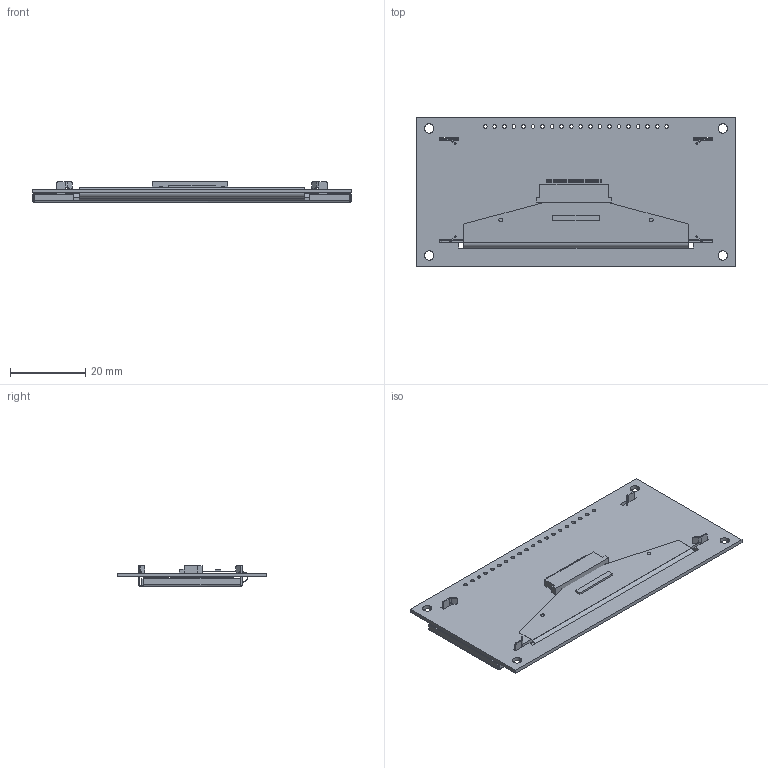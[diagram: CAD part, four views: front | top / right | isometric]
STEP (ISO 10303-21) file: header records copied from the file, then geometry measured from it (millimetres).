
FILE_DESCRIPTION (( 'STEP AP203' ), '1' );
FILE_NAME ('NHD-2.8-25664UCx2.STEP', '2023-01-06T21:34:05', ( '' ), ( '' ), 'SwSTEP 2.0', 'SolidWorks 2019', '' );
FILE_SCHEMA (( 'CONFIG_CONTROL_DESIGN' ));
Length unit declared in the file: millimetre
Products named in the file (1): NHD-2.8-25664UCx2
Bounding box: 85 x 39.8 x 5.5 mm (x, y, z)
Volume: 7961.3 mm3; surface area: 16056.5 mm2
Topology: 7 solids, 7 shells, 389 faces, 1067 edges, 696 vertices
Faces by surface type: plane 271, cylinder 109, bspline 9
Entity records: 12898 total; most frequent: CARTESIAN_POINT 2870, ORIENTED_EDGE 2134, DIRECTION 1935, EDGE_CURVE 1067, LINE 769, VECTOR 769, VERTEX_POINT 696, AXIS2_PLACEMENT_3D 583
